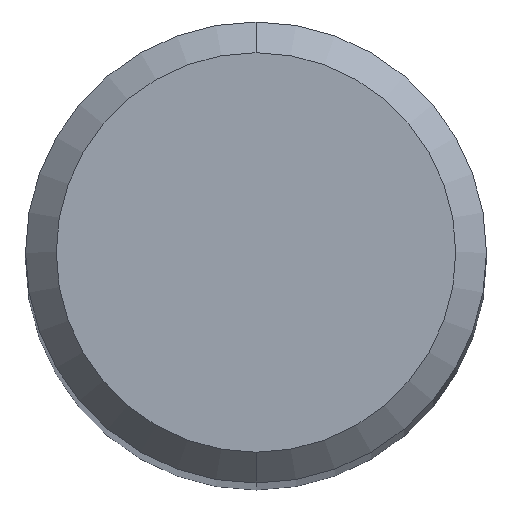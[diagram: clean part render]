
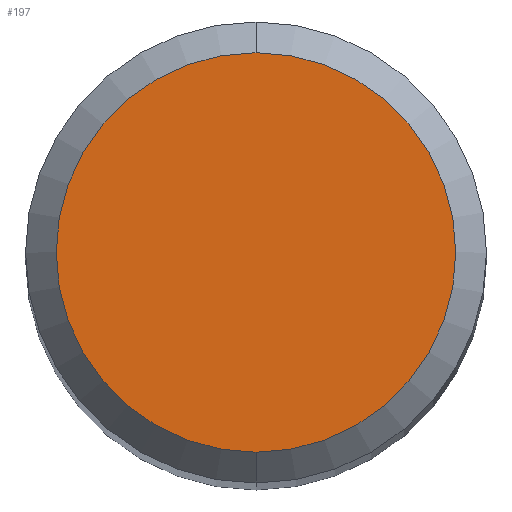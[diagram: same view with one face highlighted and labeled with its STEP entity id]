
A CAD part, top view. The second image highlights one B-rep face of the part: STEP entity #197.
In plain terms, the highlighted planar face has unit normal (0, 0, 1).
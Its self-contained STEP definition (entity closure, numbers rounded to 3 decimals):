
#197=ADVANCED_FACE('',(#460),#461,.T.);
#211=EDGE_CURVE('',#317,#289,#477,.T.);
#261=EDGE_CURVE('',#289,#317,#534,.T.);
#289=VERTEX_POINT('',#566);
#317=VERTEX_POINT('',#596);
#460=FACE_OUTER_BOUND('',#750,.T.);
#461=PLANE('',#751);
#477=CIRCLE('',#773,1.95);
#534=CIRCLE('',#854,1.95);
#566=CARTESIAN_POINT('',(0.0,1.95,0.0));
#596=CARTESIAN_POINT('',(0.,-1.95,0.0));
#750=EDGE_LOOP('',(#1107,#1108));
#751=AXIS2_PLACEMENT_3D('',#1109,#1110,#1111);
#773=AXIS2_PLACEMENT_3D('',#1138,#1139,#1140);
#854=AXIS2_PLACEMENT_3D('',#1217,#1218,#1219);
#1107=ORIENTED_EDGE('',*,*,#261,.F.);
#1108=ORIENTED_EDGE('',*,*,#211,.F.);
#1109=CARTESIAN_POINT('',(0.0,0.975,0.0));
#1110=DIRECTION('',(-0.0,0.0,1.0));
#1111=DIRECTION('',(0.0,-1.0,0.0));
#1138=CARTESIAN_POINT('',(0.0,0.0,0.0));
#1139=DIRECTION('',(0.0,0.0,-1.0));
#1140=DIRECTION('',(0.0,1.0,0.0));
#1217=CARTESIAN_POINT('',(0.0,0.0,0.0));
#1218=DIRECTION('',(0.0,0.0,-1.0));
#1219=DIRECTION('',(0.0,1.0,0.0));
